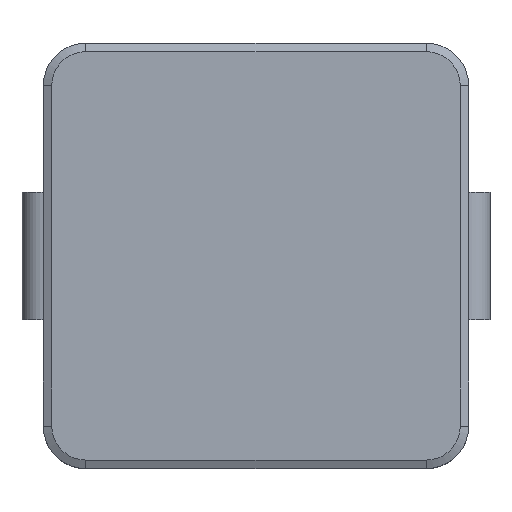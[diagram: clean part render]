
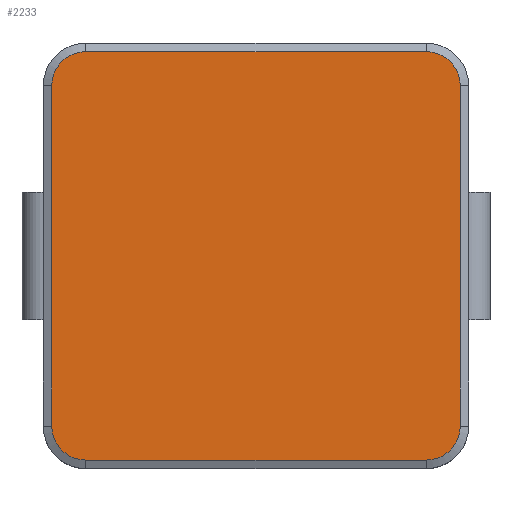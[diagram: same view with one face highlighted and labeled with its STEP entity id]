
A CAD part, top view. The second image highlights one B-rep face of the part: STEP entity #2233.
In plain terms, the highlighted planar face has unit normal (0, 0, 1).
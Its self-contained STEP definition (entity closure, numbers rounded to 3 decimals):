
#271 = VERTEX_POINT('',#272);
#272 = CARTESIAN_POINT('',(4.,-4.8,3.7));
#281 = CONICAL_SURFACE('',#282,0.8,1.107);
#282 = AXIS2_PLACEMENT_3D('',#283,#284,#285);
#283 = CARTESIAN_POINT('',(4.,-4.,3.7));
#284 = DIRECTION('',(0.,0.,-1.));
#285 = DIRECTION('',(-1.,0.,0.));
#293 = PLANE('',#294);
#294 = AXIS2_PLACEMENT_3D('',#295,#296,#297);
#295 = CARTESIAN_POINT('',(5.,-4.8,3.7));
#296 = DIRECTION('',(0.,-0.447,0.894));
#297 = DIRECTION('',(-1.,0.,0.));
#335 = VERTEX_POINT('',#336);
#336 = CARTESIAN_POINT('',(4.8,-4.,3.7));
#350 = PLANE('',#351);
#351 = AXIS2_PLACEMENT_3D('',#352,#353,#354);
#352 = CARTESIAN_POINT('',(4.8,5.,3.7));
#353 = DIRECTION('',(0.447,0.,0.894));
#354 = DIRECTION('',(0.,-1.,0.));
#362 = EDGE_CURVE('',#271,#335,#363,.T.);
#363 = SURFACE_CURVE('',#364,(#369,#376),.PCURVE_S1.);
#364 = CIRCLE('',#365,0.8);
#365 = AXIS2_PLACEMENT_3D('',#366,#367,#368);
#366 = CARTESIAN_POINT('',(4.,-4.,3.7));
#367 = DIRECTION('',(0.,0.,1.));
#368 = DIRECTION('',(1.,0.,-0.));
#369 = PCURVE('',#281,#370);
#370 = DEFINITIONAL_REPRESENTATION('',(#371),#375);
#371 = LINE('',#372,#373);
#372 = CARTESIAN_POINT('',(9.425,0.));
#373 = VECTOR('',#374,1.);
#374 = DIRECTION('',(-1.,0.));
#375 = ( GEOMETRIC_REPRESENTATION_CONTEXT(2) 
PARAMETRIC_REPRESENTATION_CONTEXT() REPRESENTATION_CONTEXT('2D SPACE',''
  ) );
#376 = PCURVE('',#377,#382);
#377 = PLANE('',#378);
#378 = AXIS2_PLACEMENT_3D('',#379,#380,#381);
#379 = CARTESIAN_POINT('',(5.,5.,3.7));
#380 = DIRECTION('',(0.,0.,1.));
#381 = DIRECTION('',(1.,0.,-0.));
#382 = DEFINITIONAL_REPRESENTATION('',(#383),#387);
#383 = CIRCLE('',#384,0.8);
#384 = AXIS2_PLACEMENT_2D('',#385,#386);
#385 = CARTESIAN_POINT('',(-1.,-9.));
#386 = DIRECTION('',(1.,0.));
#387 = ( GEOMETRIC_REPRESENTATION_CONTEXT(2) 
PARAMETRIC_REPRESENTATION_CONTEXT() REPRESENTATION_CONTEXT('2D SPACE',''
  ) );
#395 = VERTEX_POINT('',#396);
#396 = CARTESIAN_POINT('',(-4.,-4.8,3.7));
#403 = CONICAL_SURFACE('',#404,0.8,1.107);
#404 = AXIS2_PLACEMENT_3D('',#405,#406,#407);
#405 = CARTESIAN_POINT('',(-4.,-4.,3.7));
#406 = DIRECTION('',(0.,0.,-1.));
#407 = DIRECTION('',(-1.,0.,0.));
#422 = EDGE_CURVE('',#423,#395,#425,.T.);
#423 = VERTEX_POINT('',#424);
#424 = CARTESIAN_POINT('',(-4.8,-4.,3.7));
#425 = SURFACE_CURVE('',#426,(#431,#438),.PCURVE_S1.);
#426 = CIRCLE('',#427,0.8);
#427 = AXIS2_PLACEMENT_3D('',#428,#429,#430);
#428 = CARTESIAN_POINT('',(-4.,-4.,3.7));
#429 = DIRECTION('',(0.,0.,1.));
#430 = DIRECTION('',(1.,0.,-0.));
#431 = PCURVE('',#403,#432);
#432 = DEFINITIONAL_REPRESENTATION('',(#433),#437);
#433 = LINE('',#434,#435);
#434 = CARTESIAN_POINT('',(9.425,0.));
#435 = VECTOR('',#436,1.);
#436 = DIRECTION('',(-1.,0.));
#437 = ( GEOMETRIC_REPRESENTATION_CONTEXT(2) 
PARAMETRIC_REPRESENTATION_CONTEXT() REPRESENTATION_CONTEXT('2D SPACE',''
  ) );
#438 = PCURVE('',#377,#439);
#439 = DEFINITIONAL_REPRESENTATION('',(#440),#444);
#440 = CIRCLE('',#441,0.8);
#441 = AXIS2_PLACEMENT_2D('',#442,#443);
#442 = CARTESIAN_POINT('',(-9.,-9.));
#443 = DIRECTION('',(1.,0.));
#444 = ( GEOMETRIC_REPRESENTATION_CONTEXT(2) 
PARAMETRIC_REPRESENTATION_CONTEXT() REPRESENTATION_CONTEXT('2D SPACE',''
  ) );
#462 = PLANE('',#463);
#463 = AXIS2_PLACEMENT_3D('',#464,#465,#466);
#464 = CARTESIAN_POINT('',(-4.8,5.,3.7));
#465 = DIRECTION('',(-0.447,0.,0.894));
#466 = DIRECTION('',(0.,1.,0.));
#534 = VERTEX_POINT('',#535);
#535 = CARTESIAN_POINT('',(4.8,4.,3.7));
#549 = CONICAL_SURFACE('',#550,0.8,1.107);
#550 = AXIS2_PLACEMENT_3D('',#551,#552,#553);
#551 = CARTESIAN_POINT('',(4.,4.,3.7));
#552 = DIRECTION('',(0.,0.,-1.));
#553 = DIRECTION('',(-1.,0.,0.));
#561 = EDGE_CURVE('',#335,#534,#562,.T.);
#562 = SURFACE_CURVE('',#563,(#567,#574),.PCURVE_S1.);
#563 = LINE('',#564,#565);
#564 = CARTESIAN_POINT('',(4.8,4.,3.7));
#565 = VECTOR('',#566,1.);
#566 = DIRECTION('',(0.,1.,0.));
#567 = PCURVE('',#350,#568);
#568 = DEFINITIONAL_REPRESENTATION('',(#569),#573);
#569 = LINE('',#570,#571);
#570 = CARTESIAN_POINT('',(1.,0.));
#571 = VECTOR('',#572,1.);
#572 = DIRECTION('',(-1.,0.));
#573 = ( GEOMETRIC_REPRESENTATION_CONTEXT(2) 
PARAMETRIC_REPRESENTATION_CONTEXT() REPRESENTATION_CONTEXT('2D SPACE',''
  ) );
#574 = PCURVE('',#377,#575);
#575 = DEFINITIONAL_REPRESENTATION('',(#576),#580);
#576 = LINE('',#577,#578);
#577 = CARTESIAN_POINT('',(-0.2,-1.));
#578 = VECTOR('',#579,1.);
#579 = DIRECTION('',(0.,1.));
#580 = ( GEOMETRIC_REPRESENTATION_CONTEXT(2) 
PARAMETRIC_REPRESENTATION_CONTEXT() REPRESENTATION_CONTEXT('2D SPACE',''
  ) );
#586 = EDGE_CURVE('',#587,#423,#589,.T.);
#587 = VERTEX_POINT('',#588);
#588 = CARTESIAN_POINT('',(-4.8,4.,3.7));
#589 = SURFACE_CURVE('',#590,(#594,#601),.PCURVE_S1.);
#590 = LINE('',#591,#592);
#591 = CARTESIAN_POINT('',(-4.8,-4.,3.7));
#592 = VECTOR('',#593,1.);
#593 = DIRECTION('',(0.,-1.,0.));
#594 = PCURVE('',#462,#595);
#595 = DEFINITIONAL_REPRESENTATION('',(#596),#600);
#596 = LINE('',#597,#598);
#597 = CARTESIAN_POINT('',(-9.,-0.));
#598 = VECTOR('',#599,1.);
#599 = DIRECTION('',(-1.,-0.));
#600 = ( GEOMETRIC_REPRESENTATION_CONTEXT(2) 
PARAMETRIC_REPRESENTATION_CONTEXT() REPRESENTATION_CONTEXT('2D SPACE',''
  ) );
#601 = PCURVE('',#377,#602);
#602 = DEFINITIONAL_REPRESENTATION('',(#603),#607);
#603 = LINE('',#604,#605);
#604 = CARTESIAN_POINT('',(-9.8,-9.));
#605 = VECTOR('',#606,1.);
#606 = DIRECTION('',(0.,-1.));
#607 = ( GEOMETRIC_REPRESENTATION_CONTEXT(2) 
PARAMETRIC_REPRESENTATION_CONTEXT() REPRESENTATION_CONTEXT('2D SPACE',''
  ) );
#625 = CONICAL_SURFACE('',#626,0.8,1.107);
#626 = AXIS2_PLACEMENT_3D('',#627,#628,#629);
#627 = CARTESIAN_POINT('',(-4.,4.,3.7));
#628 = DIRECTION('',(0.,0.,-1.));
#629 = DIRECTION('',(-1.,0.,0.));
#697 = VERTEX_POINT('',#698);
#698 = CARTESIAN_POINT('',(4.,4.8,3.7));
#712 = PLANE('',#713);
#713 = AXIS2_PLACEMENT_3D('',#714,#715,#716);
#714 = CARTESIAN_POINT('',(5.,4.8,3.7));
#715 = DIRECTION('',(0.,0.447,0.894));
#716 = DIRECTION('',(1.,0.,0.));
#724 = EDGE_CURVE('',#534,#697,#725,.T.);
#725 = SURFACE_CURVE('',#726,(#731,#738),.PCURVE_S1.);
#726 = CIRCLE('',#727,0.8);
#727 = AXIS2_PLACEMENT_3D('',#728,#729,#730);
#728 = CARTESIAN_POINT('',(4.,4.,3.7));
#729 = DIRECTION('',(0.,0.,1.));
#730 = DIRECTION('',(1.,0.,-0.));
#731 = PCURVE('',#549,#732);
#732 = DEFINITIONAL_REPRESENTATION('',(#733),#737);
#733 = LINE('',#734,#735);
#734 = CARTESIAN_POINT('',(3.142,0.));
#735 = VECTOR('',#736,1.);
#736 = DIRECTION('',(-1.,0.));
#737 = ( GEOMETRIC_REPRESENTATION_CONTEXT(2) 
PARAMETRIC_REPRESENTATION_CONTEXT() REPRESENTATION_CONTEXT('2D SPACE',''
  ) );
#738 = PCURVE('',#377,#739);
#739 = DEFINITIONAL_REPRESENTATION('',(#740),#744);
#740 = CIRCLE('',#741,0.8);
#741 = AXIS2_PLACEMENT_2D('',#742,#743);
#742 = CARTESIAN_POINT('',(-1.,-1.));
#743 = DIRECTION('',(1.,0.));
#744 = ( GEOMETRIC_REPRESENTATION_CONTEXT(2) 
PARAMETRIC_REPRESENTATION_CONTEXT() REPRESENTATION_CONTEXT('2D SPACE',''
  ) );
#750 = EDGE_CURVE('',#751,#587,#753,.T.);
#751 = VERTEX_POINT('',#752);
#752 = CARTESIAN_POINT('',(-4.,4.8,3.7));
#753 = SURFACE_CURVE('',#754,(#759,#766),.PCURVE_S1.);
#754 = CIRCLE('',#755,0.8);
#755 = AXIS2_PLACEMENT_3D('',#756,#757,#758);
#756 = CARTESIAN_POINT('',(-4.,4.,3.7));
#757 = DIRECTION('',(0.,0.,1.));
#758 = DIRECTION('',(1.,0.,-0.));
#759 = PCURVE('',#625,#760);
#760 = DEFINITIONAL_REPRESENTATION('',(#761),#765);
#761 = LINE('',#762,#763);
#762 = CARTESIAN_POINT('',(3.142,0.));
#763 = VECTOR('',#764,1.);
#764 = DIRECTION('',(-1.,0.));
#765 = ( GEOMETRIC_REPRESENTATION_CONTEXT(2) 
PARAMETRIC_REPRESENTATION_CONTEXT() REPRESENTATION_CONTEXT('2D SPACE',''
  ) );
#766 = PCURVE('',#377,#767);
#767 = DEFINITIONAL_REPRESENTATION('',(#768),#772);
#768 = CIRCLE('',#769,0.8);
#769 = AXIS2_PLACEMENT_2D('',#770,#771);
#770 = CARTESIAN_POINT('',(-9.,-1.));
#771 = DIRECTION('',(1.,0.));
#772 = ( GEOMETRIC_REPRESENTATION_CONTEXT(2) 
PARAMETRIC_REPRESENTATION_CONTEXT() REPRESENTATION_CONTEXT('2D SPACE',''
  ) );
#1648 = EDGE_CURVE('',#697,#751,#1649,.T.);
#1649 = SURFACE_CURVE('',#1650,(#1654,#1661),.PCURVE_S1.);
#1650 = LINE('',#1651,#1652);
#1651 = CARTESIAN_POINT('',(-4.,4.8,3.7));
#1652 = VECTOR('',#1653,1.);
#1653 = DIRECTION('',(-1.,0.,0.));
#1654 = PCURVE('',#712,#1655);
#1655 = DEFINITIONAL_REPRESENTATION('',(#1656),#1660);
#1656 = LINE('',#1657,#1658);
#1657 = CARTESIAN_POINT('',(-9.,0.));
#1658 = VECTOR('',#1659,1.);
#1659 = DIRECTION('',(-1.,0.));
#1660 = ( GEOMETRIC_REPRESENTATION_CONTEXT(2) 
PARAMETRIC_REPRESENTATION_CONTEXT() REPRESENTATION_CONTEXT('2D SPACE',''
  ) );
#1661 = PCURVE('',#377,#1662);
#1662 = DEFINITIONAL_REPRESENTATION('',(#1663),#1667);
#1663 = LINE('',#1664,#1665);
#1664 = CARTESIAN_POINT('',(-9.,-0.2));
#1665 = VECTOR('',#1666,1.);
#1666 = DIRECTION('',(-1.,0.));
#1667 = ( GEOMETRIC_REPRESENTATION_CONTEXT(2) 
PARAMETRIC_REPRESENTATION_CONTEXT() REPRESENTATION_CONTEXT('2D SPACE',''
  ) );
#2213 = EDGE_CURVE('',#395,#271,#2214,.T.);
#2214 = SURFACE_CURVE('',#2215,(#2219,#2226),.PCURVE_S1.);
#2215 = LINE('',#2216,#2217);
#2216 = CARTESIAN_POINT('',(4.,-4.8,3.7));
#2217 = VECTOR('',#2218,1.);
#2218 = DIRECTION('',(1.,0.,0.));
#2219 = PCURVE('',#293,#2220);
#2220 = DEFINITIONAL_REPRESENTATION('',(#2221),#2225);
#2221 = LINE('',#2222,#2223);
#2222 = CARTESIAN_POINT('',(1.,0.));
#2223 = VECTOR('',#2224,1.);
#2224 = DIRECTION('',(-1.,0.));
#2225 = ( GEOMETRIC_REPRESENTATION_CONTEXT(2) 
PARAMETRIC_REPRESENTATION_CONTEXT() REPRESENTATION_CONTEXT('2D SPACE',''
  ) );
#2226 = PCURVE('',#377,#2227);
#2227 = DEFINITIONAL_REPRESENTATION('',(#2228),#2232);
#2228 = LINE('',#2229,#2230);
#2229 = CARTESIAN_POINT('',(-1.,-9.8));
#2230 = VECTOR('',#2231,1.);
#2231 = DIRECTION('',(1.,0.));
#2232 = ( GEOMETRIC_REPRESENTATION_CONTEXT(2) 
PARAMETRIC_REPRESENTATION_CONTEXT() REPRESENTATION_CONTEXT('2D SPACE',''
  ) );
#2233 = ADVANCED_FACE('',(#2234),#377,.T.);
#2234 = FACE_BOUND('',#2235,.T.);
#2235 = EDGE_LOOP('',(#2236,#2237,#2238,#2239,#2240,#2241,#2242,#2243));
#2236 = ORIENTED_EDGE('',*,*,#724,.T.);
#2237 = ORIENTED_EDGE('',*,*,#1648,.T.);
#2238 = ORIENTED_EDGE('',*,*,#750,.T.);
#2239 = ORIENTED_EDGE('',*,*,#586,.T.);
#2240 = ORIENTED_EDGE('',*,*,#422,.T.);
#2241 = ORIENTED_EDGE('',*,*,#2213,.T.);
#2242 = ORIENTED_EDGE('',*,*,#362,.T.);
#2243 = ORIENTED_EDGE('',*,*,#561,.T.);
